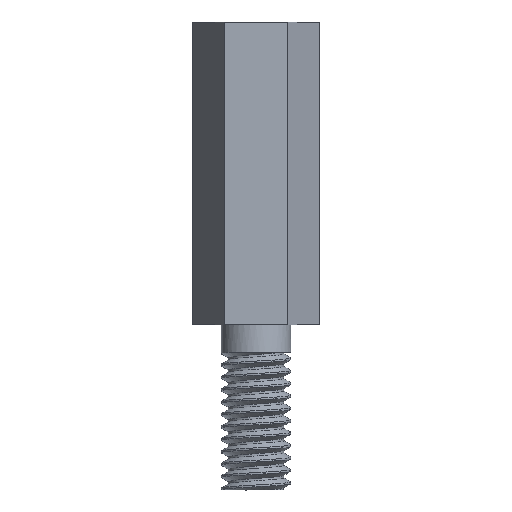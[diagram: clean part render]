
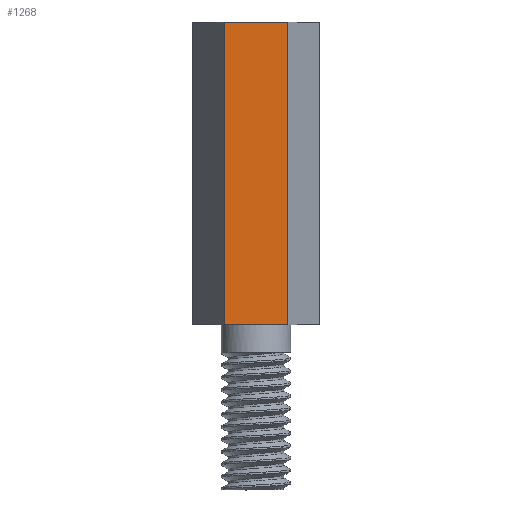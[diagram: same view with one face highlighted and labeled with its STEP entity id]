
A CAD part, front view. The second image highlights one B-rep face of the part: STEP entity #1268.
In plain terms, the highlighted planar face has unit normal (0, -1, 0).
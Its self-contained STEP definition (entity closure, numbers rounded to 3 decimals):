
#23=PLANE('',#1356);
#95=FACE_OUTER_BOUND('',#165,.T.);
#165=EDGE_LOOP('',(#1121,#1122,#1123,#1124));
#352=LINE('',#5501,#421);
#359=LINE('',#5514,#428);
#360=LINE('',#5517,#429);
#361=LINE('',#5518,#430);
#421=VECTOR('',#1550,10.);
#428=VECTOR('',#1561,10.);
#429=VECTOR('',#1564,10.);
#430=VECTOR('',#1565,10.);
#557=VERTEX_POINT('',#5498);
#558=VERTEX_POINT('',#5500);
#562=VERTEX_POINT('',#5512);
#563=VERTEX_POINT('',#5516);
#746=EDGE_CURVE('',#558,#557,#352,.T.);
#753=EDGE_CURVE('',#557,#562,#359,.T.);
#754=EDGE_CURVE('',#563,#562,#360,.T.);
#755=EDGE_CURVE('',#558,#563,#361,.T.);
#1121=ORIENTED_EDGE('',*,*,#746,.T.);
#1122=ORIENTED_EDGE('',*,*,#753,.T.);
#1123=ORIENTED_EDGE('',*,*,#754,.F.);
#1124=ORIENTED_EDGE('',*,*,#755,.F.);
#1268=ADVANCED_FACE('',(#95),#23,.T.);
#1356=AXIS2_PLACEMENT_3D('',#5515,#1562,#1563);
#1550=DIRECTION('',(1.,0.,0.));
#1561=DIRECTION('',(0.,0.,1.));
#1562=DIRECTION('center_axis',(0.,-1.,0.));
#1563=DIRECTION('ref_axis',(1.,0.,0.));
#1564=DIRECTION('',(1.,0.,0.));
#1565=DIRECTION('',(0.,0.,1.));
#5498=CARTESIAN_POINT('',(1.155,-2.,0.));
#5500=CARTESIAN_POINT('',(-1.155,-2.,0.));
#5501=CARTESIAN_POINT('',(-1.155,-2.,0.));
#5512=CARTESIAN_POINT('',(1.155,-2.,11.));
#5514=CARTESIAN_POINT('',(1.155,-2.,0.));
#5515=CARTESIAN_POINT('Origin',(-1.155,-2.,0.));
#5516=CARTESIAN_POINT('',(-1.155,-2.,11.));
#5517=CARTESIAN_POINT('',(-1.155,-2.,11.));
#5518=CARTESIAN_POINT('',(-1.155,-2.,0.));
